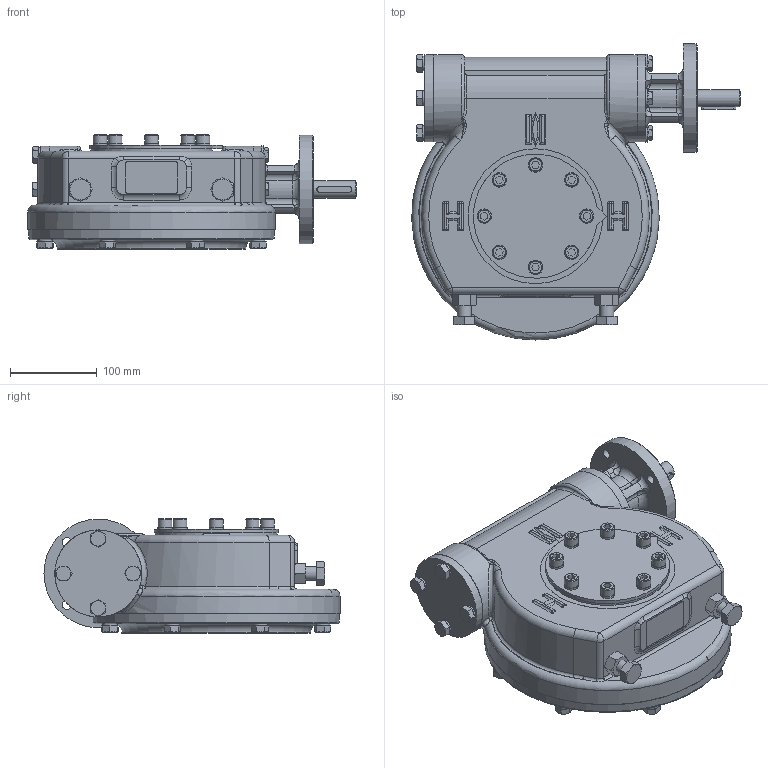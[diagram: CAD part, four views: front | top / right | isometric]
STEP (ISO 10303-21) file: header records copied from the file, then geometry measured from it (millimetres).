
FILE_DESCRIPTION(/* description */ ('Unknown'),/* implementation_level */ '2;1');
FILE_NAME(/* name */ 'PUB-IW52FB-F10-F14',/* time_stamp */ '2016-07-07T13:43:46+01:00',/* author */ ('Unknown'),/* organization */ ('Unknown'),/* preprocessor_version */ 'ST-DEVELOPER v16',/* originating_system */ 'DEX',/* authorisation */ $);
FILE_SCHEMA (('AUTOMOTIVE_DESIGN {1 0 10303 214 3 1 1}'));
Length unit declared in the file: millimetre
Products named in the file (1): PUB-IW52FB-F10-F14
Bounding box: 378.3 x 340.92 x 132.1 mm (x, y, z)
Surface area: 421150.7 mm2 (no closed solid volume)
Topology: 0 solids, 66 shells, 782 faces, 2053 edges, 1323 vertices
Faces by surface type: plane 351, cone 149, cylinder 138, bspline 95, torus 45, sphere 4
Full cylindrical faces by diameter (mm): 10.5 x4, 13.835 x4, 16 x10, 16.6 x20, 20 x1, 21 x4, 25 x1, 70.1 x1, 100 x5, 125 x1, 140 x1
Entity records: 38542 total; most frequent: CARTESIAN_POINT 19660, ORIENTED_EDGE 3423, DIRECTION 3362, EDGE_CURVE 1920, AXIS2_PLACEMENT_3D 1327, VERTEX_POINT 1305, EDGE_LOOP 1018, FACE_BOUND 1018
